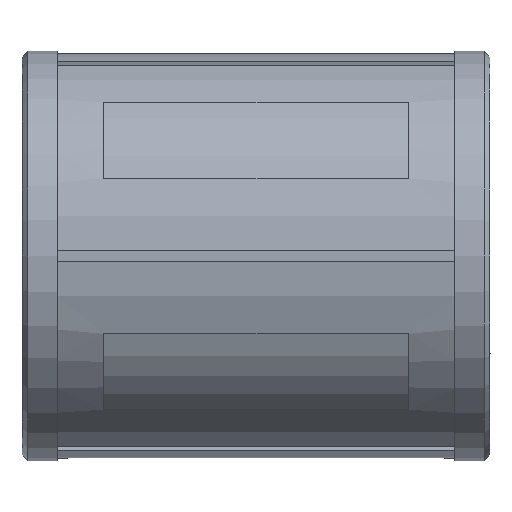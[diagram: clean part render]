
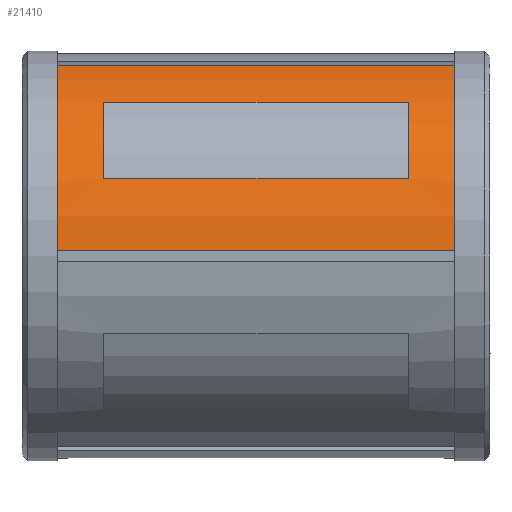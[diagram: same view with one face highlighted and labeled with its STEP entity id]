
A CAD part, front view. The second image highlights one B-rep face of the part: STEP entity #21410.
In plain terms, the highlighted cylindrical face has radius 17.3 mm (diameter 34.6 mm), a partial arc.
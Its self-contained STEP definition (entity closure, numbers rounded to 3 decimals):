
#252 = CARTESIAN_POINT ( 'NONE',  ( 13., 0., 0. ) ) ;
#548 = ORIENTED_EDGE ( 'NONE', *, *, #7864, .F. ) ;
#984 = AXIS2_PLACEMENT_3D ( 'NONE', #6786, #12609, #10610 ) ;
#1309 = VERTEX_POINT ( 'NONE', #10377 ) ;
#1575 = CIRCLE ( 'NONE', #4925, 17.3 ) ;
#1751 = ORIENTED_EDGE ( 'NONE', *, *, #17670, .T. ) ;
#1914 = CARTESIAN_POINT ( 'NONE',  ( -17., 0., 0. ) ) ;
#2733 = EDGE_CURVE ( 'NONE', #2805, #11341, #12709, .T. ) ;
#2805 = VERTEX_POINT ( 'NONE', #18881 ) ;
#3208 = VERTEX_POINT ( 'NONE', #6487 ) ;
#3331 = DIRECTION ( 'NONE',  ( -1., 0., 0. ) ) ;
#3510 = CIRCLE ( 'NONE', #984, 17.3 ) ;
#3670 = EDGE_CURVE ( 'NONE', #18422, #2805, #1575, .T. ) ;
#3830 = CARTESIAN_POINT ( 'NONE',  ( -13., -11.266, 13.129 ) ) ;
#4825 = DIRECTION ( 'NONE',  ( 1., 0., 0. ) ) ;
#4925 = AXIS2_PLACEMENT_3D ( 'NONE', #1914, #10109, #7842 ) ;
#6055 = DIRECTION ( 'NONE',  ( -1., 0., 0. ) ) ;
#6090 = CARTESIAN_POINT ( 'NONE',  ( 13., -15.968, 6.657 ) ) ;
#6487 = CARTESIAN_POINT ( 'NONE',  ( -13., -15.968, 6.657 ) ) ;
#6687 = CYLINDRICAL_SURFACE ( 'NONE', #19786, 17.3 ) ;
#6786 = CARTESIAN_POINT ( 'NONE',  ( 17., 0., 0. ) ) ;
#7689 = CARTESIAN_POINT ( 'NONE',  ( -17., -17.293, 0.5 ) ) ;
#7842 = DIRECTION ( 'NONE',  ( 0., 0., 1. ) ) ;
#7864 = EDGE_CURVE ( 'NONE', #1309, #19557, #13126, .T. ) ;
#8496 = EDGE_LOOP ( 'NONE', ( #21375, #16936, #22394, #1751 ) ) ;
#8718 = DIRECTION ( 'NONE',  ( -1., 0., 0. ) ) ;
#8931 = CARTESIAN_POINT ( 'NONE',  ( -25.767, 0., 0. ) ) ;
#9082 = LINE ( 'NONE', #12889, #24181 ) ;
#9196 = DIRECTION ( 'NONE',  ( 0., 0., 1. ) ) ;
#9430 = LINE ( 'NONE', #6090, #21756 ) ;
#9515 = EDGE_CURVE ( 'NONE', #3208, #25099, #23767, .T. ) ;
#10037 = CARTESIAN_POINT ( 'NONE',  ( -25.767, -17.293, 0.5 ) ) ;
#10109 = DIRECTION ( 'NONE',  ( -1., 0., 0. ) ) ;
#10377 = CARTESIAN_POINT ( 'NONE',  ( 13., -15.968, 6.657 ) ) ;
#10610 = DIRECTION ( 'NONE',  ( 0., 0., 1. ) ) ;
#11341 = VERTEX_POINT ( 'NONE', #12795 ) ;
#12609 = DIRECTION ( 'NONE',  ( -1., 0., 0. ) ) ;
#12709 = LINE ( 'NONE', #12961, #19772 ) ;
#12795 = CARTESIAN_POINT ( 'NONE',  ( 17., -5.819, 16.292 ) ) ;
#12889 = CARTESIAN_POINT ( 'NONE',  ( 13., -11.266, 13.129 ) ) ;
#12961 = CARTESIAN_POINT ( 'NONE',  ( -25.767, -5.819, 16.292 ) ) ;
#13126 = CIRCLE ( 'NONE', #15717, 17.3 ) ;
#14742 = AXIS2_PLACEMENT_3D ( 'NONE', #15496, #23322, #17369 ) ;
#14893 = VECTOR ( 'NONE', #21587, 1000. ) ;
#15496 = CARTESIAN_POINT ( 'NONE',  ( -13., 0., 0. ) ) ;
#15658 = FACE_BOUND ( 'NONE', #25520, .T. ) ;
#15717 = AXIS2_PLACEMENT_3D ( 'NONE', #252, #6055, #19836 ) ;
#15754 = ORIENTED_EDGE ( 'NONE', *, *, #16089, .T. ) ;
#16089 = EDGE_CURVE ( 'NONE', #1309, #3208, #9430, .T. ) ;
#16827 = EDGE_CURVE ( 'NONE', #19557, #25099, #9082, .T. ) ;
#16859 = VERTEX_POINT ( 'NONE', #24999 ) ;
#16936 = ORIENTED_EDGE ( 'NONE', *, *, #3670, .F. ) ;
#17369 = DIRECTION ( 'NONE',  ( 0., 0., 1. ) ) ;
#17670 = EDGE_CURVE ( 'NONE', #16859, #11341, #3510, .T. ) ;
#17871 = ORIENTED_EDGE ( 'NONE', *, *, #16827, .F. ) ;
#18422 = VERTEX_POINT ( 'NONE', #7689 ) ;
#18881 = CARTESIAN_POINT ( 'NONE',  ( -17., -5.819, 16.292 ) ) ;
#19557 = VERTEX_POINT ( 'NONE', #24841 ) ;
#19772 = VECTOR ( 'NONE', #4825, 1000. ) ;
#19786 = AXIS2_PLACEMENT_3D ( 'NONE', #8931, #3331, #9196 ) ;
#19836 = DIRECTION ( 'NONE',  ( 0., 0., 1. ) ) ;
#20903 = FACE_OUTER_BOUND ( 'NONE', #8496, .T. ) ;
#21375 = ORIENTED_EDGE ( 'NONE', *, *, #2733, .F. ) ;
#21410 = ADVANCED_FACE ( 'NONE', ( #15658, #20903 ), #6687, .T. ) ;
#21587 = DIRECTION ( 'NONE',  ( -1., 0., 0. ) ) ;
#21756 = VECTOR ( 'NONE', #21853, 1000. ) ;
#21853 = DIRECTION ( 'NONE',  ( -1., 0., 0. ) ) ;
#22394 = ORIENTED_EDGE ( 'NONE', *, *, #24352, .F. ) ;
#23322 = DIRECTION ( 'NONE',  ( -1., 0., 0. ) ) ;
#23767 = CIRCLE ( 'NONE', #14742, 17.3 ) ;
#24181 = VECTOR ( 'NONE', #8718, 1000. ) ;
#24352 = EDGE_CURVE ( 'NONE', #16859, #18422, #24739, .T. ) ;
#24739 = LINE ( 'NONE', #10037, #14893 ) ;
#24841 = CARTESIAN_POINT ( 'NONE',  ( 13., -11.266, 13.129 ) ) ;
#24999 = CARTESIAN_POINT ( 'NONE',  ( 17., -17.293, 0.5 ) ) ;
#25099 = VERTEX_POINT ( 'NONE', #3830 ) ;
#25509 = ORIENTED_EDGE ( 'NONE', *, *, #9515, .T. ) ;
#25520 = EDGE_LOOP ( 'NONE', ( #548, #15754, #25509, #17871 ) ) ;
